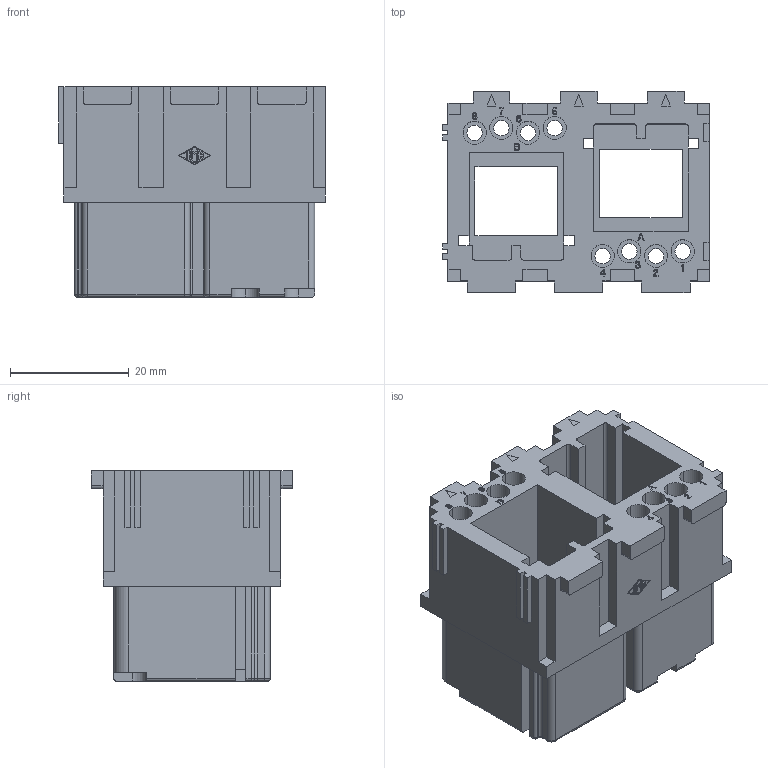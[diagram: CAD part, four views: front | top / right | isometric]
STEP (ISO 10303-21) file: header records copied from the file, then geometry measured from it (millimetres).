
FILE_DESCRIPTION(('CoCreate Modeling STEP Export'),'2;1');
FILE_NAME('CX 02 JF.stp','2010-09-03T 9:55:34',(''),(''),'CoCreate Modeling STEP processor for AP214 (Solid Model)','CoCreate Modeling 16.00A 16-Aug-2008 (C) Parametric Technology GmbH','');
FILE_SCHEMA(('AUTOMOTIVE_DESIGN { 1 0 10303 214 1 1 1 1 }'));
Length unit declared in the file: millimetre
Products named in the file (2): CX_02_JF
Assembly tree (1 placements, depth 2):
  CX_02_JF
    CX_02_JF
Bounding box: 45 x 34 x 35.5 mm (x, y, z)
Volume: 18472.9 mm3; surface area: 16309.8 mm2
Topology: 1 solids, 1 shells, 1254 faces, 3543 edges, 2340 vertices
Faces by surface type: plane 1104, cylinder 134, cone 8, torus 7, sphere 1
Entity records: 49270 total; most frequent: ORIENTED_EDGE 7084, CARTESIAN_POINT 6985, DIRECTION 6036, EDGE_CURVE 3542, VECTOR 3254, LINE 3254, VERTEX_POINT 2340, AXIS2_PLACEMENT_3D 1391
